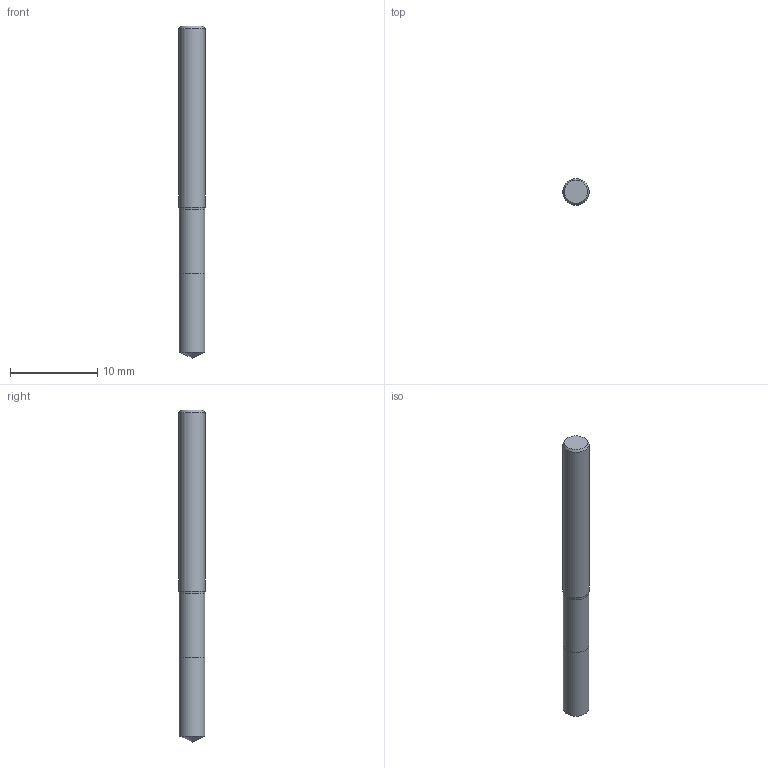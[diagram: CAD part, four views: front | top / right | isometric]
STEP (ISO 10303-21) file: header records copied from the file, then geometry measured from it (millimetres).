
FILE_DESCRIPTION(/* description */ (''),/* implementation_level */ '2;1');
FILE_NAME(/* name */ '1732276552885.stp',/* time_stamp */ '2024-11-22T11:56:01+00:00',/* author */ (''),/* organization */ ('SMS'),/* preprocessor_version */ 'ST-DEVELOPER v16.7',/* originating_system */ 'SIEMENS PLM Software NX 12.0',/* authorisation */ '');
FILE_SCHEMA (('AUTOMOTIVE_DESIGN { 1 0 10303 214 3 1 1 1 }'));
Length unit declared in the file: millimetre
Products named in the file (1): 462.1-0292-009A0-XM
Bounding box: 3 x 3 x 38 mm (x, y, z)
Volume: 258.9 mm3; surface area: 374.2 mm2
Topology: 2 solids, 2 shells, 9 faces, 24 edges, 30 vertices
Faces by surface type: plane 3, cylinder 3, cone 2, torus 1
Full cylindrical faces by diameter (mm): 2.92 x2, 3 x1
Entity records: 343 total; most frequent: CARTESIAN_POINT 53, DIRECTION 49, AXIS2_PLACEMENT_3D 21, STYLED_ITEM 18, PRESENTATION_STYLE_ASSIGNMENT 18, EDGE_LOOP 14, ORIENTED_EDGE 14, FACE_BOUND 12
